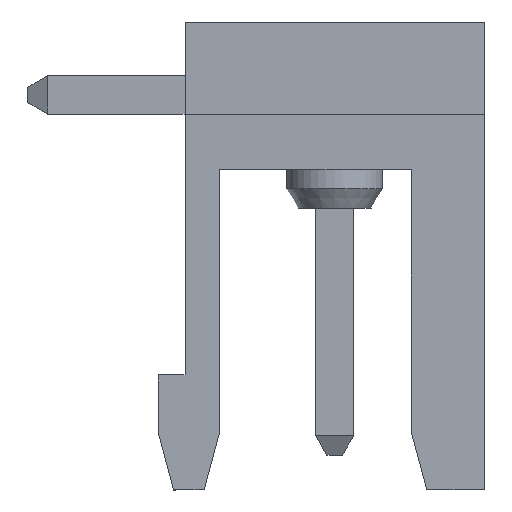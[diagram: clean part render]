
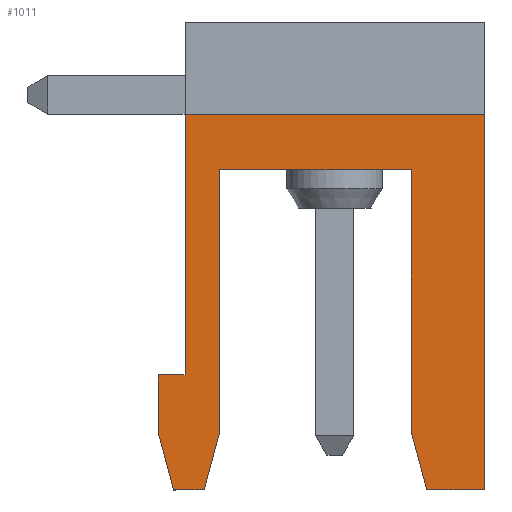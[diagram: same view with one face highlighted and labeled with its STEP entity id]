
A CAD part, front view. The second image highlights one B-rep face of the part: STEP entity #1011.
In plain terms, the highlighted planar face has unit normal (0, -1, 0).
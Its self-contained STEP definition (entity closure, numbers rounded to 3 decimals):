
#1011 = ADVANCED_FACE( '', ( #2081 ), #2082, .F. );
#2081 = FACE_OUTER_BOUND( '', #3195, .T. );
#2082 = PLANE( '', #3196 );
#3195 = EDGE_LOOP( '', ( #6127, #6128, #6129, #6130, #6131, #6132, #6133, #6134, #6135, #6136, #6137, #6138, #6139 ) );
#3196 = AXIS2_PLACEMENT_3D( '', #6140, #6141, #6142 );
#6127 = ORIENTED_EDGE( '', *, *, #7709, .F. );
#6128 = ORIENTED_EDGE( '', *, *, #6981, .T. );
#6129 = ORIENTED_EDGE( '', *, *, #7494, .F. );
#6130 = ORIENTED_EDGE( '', *, *, #7689, .F. );
#6131 = ORIENTED_EDGE( '', *, *, #6660, .F. );
#6132 = ORIENTED_EDGE( '', *, *, #6783, .F. );
#6133 = ORIENTED_EDGE( '', *, *, #7586, .F. );
#6134 = ORIENTED_EDGE( '', *, *, #6535, .F. );
#6135 = ORIENTED_EDGE( '', *, *, #7643, .F. );
#6136 = ORIENTED_EDGE( '', *, *, #7519, .F. );
#6137 = ORIENTED_EDGE( '', *, *, #6609, .F. );
#6138 = ORIENTED_EDGE( '', *, *, #7410, .T. );
#6139 = ORIENTED_EDGE( '', *, *, #7440, .T. );
#6140 = CARTESIAN_POINT( '', ( 259.301, 26.85, -9.8 ) );
#6141 = DIRECTION( '', ( 0., 1., 0. ) );
#6142 = DIRECTION( '', ( 1., 0., 0. ) );
#6535 = EDGE_CURVE( '', #7772, #7775, #7776, .T. );
#6609 = EDGE_CURVE( '', #7906, #7909, #7910, .T. );
#6660 = EDGE_CURVE( '', #7999, #8001, #8002, .T. );
#6783 = EDGE_CURVE( '', #8210, #7999, #8211, .T. );
#6981 = EDGE_CURVE( '', #8525, #8526, #8527, .T. );
#7410 = EDGE_CURVE( '', #7906, #9131, #9133, .T. );
#7440 = EDGE_CURVE( '', #9131, #9173, #9175, .T. );
#7494 = EDGE_CURVE( '', #9243, #8526, #9245, .T. );
#7519 = EDGE_CURVE( '', #7909, #9276, #9277, .T. );
#7586 = EDGE_CURVE( '', #7775, #8210, #9355, .T. );
#7643 = EDGE_CURVE( '', #9276, #7772, #9425, .T. );
#7689 = EDGE_CURVE( '', #8001, #9243, #9477, .T. );
#7709 = EDGE_CURVE( '', #8525, #9173, #9499, .T. );
#7772 = VERTEX_POINT( '', #9562 );
#7775 = VERTEX_POINT( '', #9566 );
#7776 = LINE( '', #9567, #9568 );
#7906 = VERTEX_POINT( '', #9757 );
#7909 = VERTEX_POINT( '', #9761 );
#7910 = LINE( '', #9762, #9763 );
#7999 = VERTEX_POINT( '', #9897 );
#8001 = VERTEX_POINT( '', #9900 );
#8002 = LINE( '', #9901, #9902 );
#8210 = VERTEX_POINT( '', #10200 );
#8211 = LINE( '', #10201, #10202 );
#8525 = VERTEX_POINT( '', #10667 );
#8526 = VERTEX_POINT( '', #10668 );
#8527 = LINE( '', #10669, #10670 );
#9131 = VERTEX_POINT( '', #11579 );
#9133 = LINE( '', #11582, #11583 );
#9173 = VERTEX_POINT( '', #11644 );
#9175 = LINE( '', #11647, #11648 );
#9243 = VERTEX_POINT( '', #11748 );
#9245 = LINE( '', #11751, #11752 );
#9276 = VERTEX_POINT( '', #11797 );
#9277 = LINE( '', #11798, #11799 );
#9355 = LINE( '', #11921, #11922 );
#9425 = LINE( '', #12026, #12027 );
#9477 = LINE( '', #12097, #12098 );
#9499 = LINE( '', #12127, #12128 );
#9562 = CARTESIAN_POINT( '', ( 259.301, 26.85, -6.8 ) );
#9566 = CARTESIAN_POINT( '', ( 260., 26.85, -6.8 ) );
#9567 = CARTESIAN_POINT( '', ( 259.901, 26.85, -6.8 ) );
#9568 = VECTOR( '', #12207, 1000. );
#9757 = CARTESIAN_POINT( '', ( 260.501, 26.85, -9.8 ) );
#9761 = CARTESIAN_POINT( '', ( 259.701, 26.85, -9.8 ) );
#9762 = CARTESIAN_POINT( '', ( 266.303, 26.85, -9.8 ) );
#9763 = VECTOR( '', #12268, 1000. );
#9897 = CARTESIAN_POINT( '', ( 267.801, 26.85, 0. ) );
#9900 = CARTESIAN_POINT( '', ( 267.801, 26.85, -9.8 ) );
#9901 = CARTESIAN_POINT( '', ( 267.801, 26.85, -9.8 ) );
#9902 = VECTOR( '', #12312, 1000. );
#10200 = CARTESIAN_POINT( '', ( 260., 26.85, 0. ) );
#10201 = CARTESIAN_POINT( '', ( 267.801, 26.85, 0. ) );
#10202 = VECTOR( '', #12427, 1000. );
#10667 = CARTESIAN_POINT( '', ( 265.901, 26.85, -1.45 ) );
#10668 = CARTESIAN_POINT( '', ( 265.901, 26.85, -8.3 ) );
#10669 = CARTESIAN_POINT( '', ( 265.901, 26.85, -9.8 ) );
#10670 = VECTOR( '', #12597, 1000. );
#11579 = CARTESIAN_POINT( '', ( 260.901, 26.85, -8.307 ) );
#11582 = CARTESIAN_POINT( '', ( 260.42, 26.85, -10.1 ) );
#11583 = VECTOR( '', #12928, 1000. );
#11644 = CARTESIAN_POINT( '', ( 260.901, 26.85, -1.45 ) );
#11647 = CARTESIAN_POINT( '', ( 260.901, 26.85, -9.8 ) );
#11648 = VECTOR( '', #12954, 1000. );
#11748 = CARTESIAN_POINT( '', ( 266.303, 26.85, -9.8 ) );
#11751 = CARTESIAN_POINT( '', ( 265.901, 26.85, -8.3 ) );
#11752 = VECTOR( '', #12997, 1000. );
#11797 = CARTESIAN_POINT( '', ( 259.301, 26.85, -8.307 ) );
#11798 = CARTESIAN_POINT( '', ( 259.301, 26.85, -8.307 ) );
#11799 = VECTOR( '', #13015, 1000. );
#11921 = CARTESIAN_POINT( '', ( 260., 26.85, 0. ) );
#11922 = VECTOR( '', #13060, 1000. );
#12026 = CARTESIAN_POINT( '', ( 259.301, 26.85, -6.8 ) );
#12027 = VECTOR( '', #13104, 1000. );
#12097 = CARTESIAN_POINT( '', ( 266.303, 26.85, -9.8 ) );
#12098 = VECTOR( '', #13135, 1000. );
#12127 = CARTESIAN_POINT( '', ( 259.301, 26.85, -1.45 ) );
#12128 = VECTOR( '', #13149, 1000. );
#12207 = DIRECTION( '', ( 1., 0., 0. ) );
#12268 = DIRECTION( '', ( -1., 0., 0. ) );
#12312 = DIRECTION( '', ( 0., 0., -1. ) );
#12427 = DIRECTION( '', ( 1., 0., 0. ) );
#12597 = DIRECTION( '', ( 0., 0., -1. ) );
#12928 = DIRECTION( '', ( 0.259, 0., 0.966 ) );
#12954 = DIRECTION( '', ( 0., 0., 1. ) );
#12997 = DIRECTION( '', ( -0.259, 0., 0.966 ) );
#13015 = DIRECTION( '', ( -0.259, 0., 0.966 ) );
#13060 = DIRECTION( '', ( 0., 0., 1. ) );
#13104 = DIRECTION( '', ( 0., 0., 1. ) );
#13135 = DIRECTION( '', ( -1., 0., 0. ) );
#13149 = DIRECTION( '', ( -1., 0., 0. ) );
